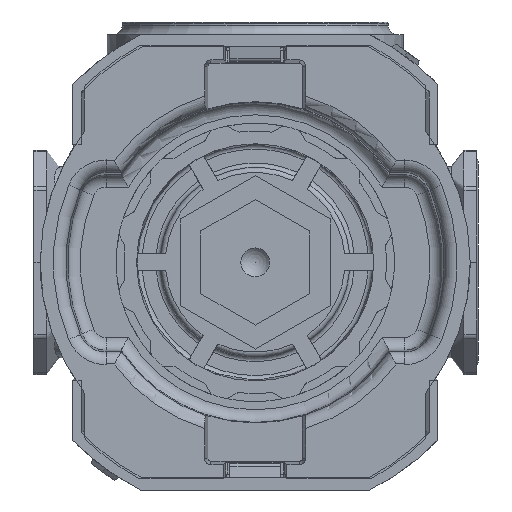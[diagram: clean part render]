
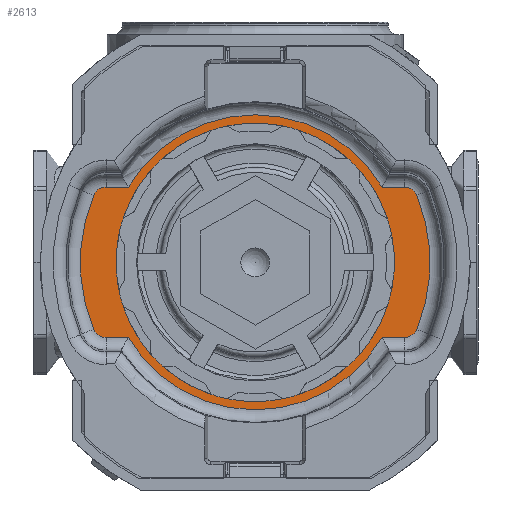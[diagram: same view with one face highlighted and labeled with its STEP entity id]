
A CAD part, front view. The second image highlights one B-rep face of the part: STEP entity #2613.
In plain terms, the highlighted planar face has unit normal (0, -1, 0).
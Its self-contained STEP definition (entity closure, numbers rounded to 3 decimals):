
#2613 = ADVANCED_FACE( '', ( #6868 ), #6869, .T. );
#6868 = FACE_OUTER_BOUND( '', #13024, .T. );
#6869 = PLANE( '', #13025 );
#13024 = EDGE_LOOP( '', ( #21186, #21187, #21188, #21189, #21190, #21191, #21192, #21193, #21194, #21195, #21196, #21197, #21198, #21199, #21200, #21201 ) );
#13025 = AXIS2_PLACEMENT_3D( '', #21202, #21203, #21204 );
#21186 = ORIENTED_EDGE( '', *, *, #37440, .F. );
#21187 = ORIENTED_EDGE( '', *, *, #38036, .T. );
#21188 = ORIENTED_EDGE( '', *, *, #38037, .F. );
#21189 = ORIENTED_EDGE( '', *, *, #38038, .T. );
#21190 = ORIENTED_EDGE( '', *, *, #38039, .T. );
#21191 = ORIENTED_EDGE( '', *, *, #38040, .T. );
#21192 = ORIENTED_EDGE( '', *, *, #38041, .T. );
#21193 = ORIENTED_EDGE( '', *, *, #38042, .F. );
#21194 = ORIENTED_EDGE( '', *, *, #38043, .T. );
#21195 = ORIENTED_EDGE( '', *, *, #38044, .T. );
#21196 = ORIENTED_EDGE( '', *, *, #38045, .T. );
#21197 = ORIENTED_EDGE( '', *, *, #38046, .F. );
#21198 = ORIENTED_EDGE( '', *, *, #38047, .F. );
#21199 = ORIENTED_EDGE( '', *, *, #38048, .F. );
#21200 = ORIENTED_EDGE( '', *, *, #38049, .F. );
#21201 = ORIENTED_EDGE( '', *, *, #38050, .T. );
#21202 = CARTESIAN_POINT( '', ( 0., 12., 0. ) );
#21203 = DIRECTION( '', ( 0., -1., 0. ) );
#21204 = DIRECTION( '', ( 0., 0., -1. ) );
#37440 = EDGE_CURVE( '', #45465, #45467, #45468, .T. );
#38036 = EDGE_CURVE( '', #45465, #46451, #46452, .T. );
#38037 = EDGE_CURVE( '', #46453, #46451, #46454, .T. );
#38038 = EDGE_CURVE( '', #46453, #46455, #46456, .T. );
#38039 = EDGE_CURVE( '', #46455, #46457, #46458, .T. );
#38040 = EDGE_CURVE( '', #46457, #46459, #46460, .T. );
#38041 = EDGE_CURVE( '', #46459, #46461, #46462, .T. );
#38042 = EDGE_CURVE( '', #46463, #46461, #46464, .T. );
#38043 = EDGE_CURVE( '', #46463, #46465, #46466, .T. );
#38044 = EDGE_CURVE( '', #46465, #46467, #46468, .T. );
#38045 = EDGE_CURVE( '', #46467, #46469, #46470, .T. );
#38046 = EDGE_CURVE( '', #46471, #46469, #46472, .T. );
#38047 = EDGE_CURVE( '', #46473, #46471, #46474, .T. );
#38048 = EDGE_CURVE( '', #46475, #46473, #46476, .T. );
#38049 = EDGE_CURVE( '', #46477, #46475, #46478, .T. );
#38050 = EDGE_CURVE( '', #46477, #45467, #46479, .T. );
#45465 = VERTEX_POINT( '', #56751 );
#45467 = VERTEX_POINT( '', #56766 );
#45468 = LINE( '', #56767, #56768 );
#46451 = VERTEX_POINT( '', #58531 );
#46452 = CIRCLE( '', #58532, 23.325 );
#46453 = VERTEX_POINT( '', #58533 );
#46454 = LINE( '', #58534, #58535 );
#46455 = VERTEX_POINT( '', #58536 );
#46456 = LINE( '', #58537, #58538 );
#46457 = VERTEX_POINT( '', #58539 );
#46458 = CIRCLE( '', #58540, 2.15 );
#46459 = VERTEX_POINT( '', #58541 );
#46460 = CIRCLE( '', #58542, 27.65 );
#46461 = VERTEX_POINT( '', #58543 );
#46462 = CIRCLE( '', #58544, 2.15 );
#46463 = VERTEX_POINT( '', #58545 );
#46464 = LINE( '', #58546, #58547 );
#46465 = VERTEX_POINT( '', #58548 );
#46466 = LINE( '', #58549, #58550 );
#46467 = VERTEX_POINT( '', #58551 );
#46468 = CIRCLE( '', #58552, 23.325 );
#46469 = VERTEX_POINT( '', #58553 );
#46470 = LINE( '', #58554, #58555 );
#46471 = VERTEX_POINT( '', #58556 );
#46472 = LINE( '', #58557, #58558 );
#46473 = VERTEX_POINT( '', #58559 );
#46474 = CIRCLE( '', #58560, 2.15 );
#46475 = VERTEX_POINT( '', #58561 );
#46476 = CIRCLE( '', #58562, 27.65 );
#46477 = VERTEX_POINT( '', #58563 );
#46478 = CIRCLE( '', #58564, 2.15 );
#46479 = LINE( '', #58565, #58566 );
#56751 = CARTESIAN_POINT( '', ( -20.067, 12., -11.89 ) );
#56766 = CARTESIAN_POINT( '', ( -23.559, 12., -11.89 ) );
#56767 = CARTESIAN_POINT( '', ( 23.559, 12., -11.89 ) );
#56768 = VECTOR( '', #71698, 1000. );
#58531 = CARTESIAN_POINT( '', ( 20.067, 12., -11.89 ) );
#58532 = AXIS2_PLACEMENT_3D( '', #72460, #72461, #72462 );
#58533 = CARTESIAN_POINT( '', ( 23.559, 12., -11.89 ) );
#58534 = CARTESIAN_POINT( '', ( 23.559, 12., -11.89 ) );
#58535 = VECTOR( '', #72463, 1000. );
#58536 = CARTESIAN_POINT( '', ( 23.559, 12., -11.908 ) );
#58537 = CARTESIAN_POINT( '', ( 23.559, 12., -9.758 ) );
#58538 = VECTOR( '', #72464, 1000. );
#58539 = CARTESIAN_POINT( '', ( 25.545, 12., -10.581 ) );
#58540 = AXIS2_PLACEMENT_3D( '', #72465, #72466, #72467 );
#58541 = CARTESIAN_POINT( '', ( 25.545, 12., 10.581 ) );
#58542 = AXIS2_PLACEMENT_3D( '', #72468, #72469, #72470 );
#58543 = CARTESIAN_POINT( '', ( 23.559, 12., 11.908 ) );
#58544 = AXIS2_PLACEMENT_3D( '', #72471, #72472, #72473 );
#58545 = CARTESIAN_POINT( '', ( 23.559, 12., 11.89 ) );
#58546 = CARTESIAN_POINT( '', ( 23.559, 12., 9.758 ) );
#58547 = VECTOR( '', #72474, 1000. );
#58548 = CARTESIAN_POINT( '', ( 20.067, 12., 11.89 ) );
#58549 = CARTESIAN_POINT( '', ( 23.559, 12., 11.89 ) );
#58550 = VECTOR( '', #72475, 1000. );
#58551 = CARTESIAN_POINT( '', ( -20.067, 12., 11.89 ) );
#58552 = AXIS2_PLACEMENT_3D( '', #72476, #72477, #72478 );
#58553 = CARTESIAN_POINT( '', ( -23.559, 12., 11.89 ) );
#58554 = CARTESIAN_POINT( '', ( 23.559, 12., 11.89 ) );
#58555 = VECTOR( '', #72479, 1000. );
#58556 = CARTESIAN_POINT( '', ( -23.559, 12., 11.908 ) );
#58557 = CARTESIAN_POINT( '', ( -23.559, 12., 11.908 ) );
#58558 = VECTOR( '', #72480, 1000. );
#58559 = CARTESIAN_POINT( '', ( -25.545, 12., 10.581 ) );
#58560 = AXIS2_PLACEMENT_3D( '', #72481, #72482, #72483 );
#58561 = CARTESIAN_POINT( '', ( -25.545, 12., -10.581 ) );
#58562 = AXIS2_PLACEMENT_3D( '', #72484, #72485, #72486 );
#58563 = CARTESIAN_POINT( '', ( -23.559, 12., -11.908 ) );
#58564 = AXIS2_PLACEMENT_3D( '', #72487, #72488, #72489 );
#58565 = CARTESIAN_POINT( '', ( -23.559, 12., -11.908 ) );
#58566 = VECTOR( '', #72490, 1000. );
#71698 = DIRECTION( '', ( -1., 0., 0. ) );
#72460 = CARTESIAN_POINT( '', ( 0., 12., 0. ) );
#72461 = DIRECTION( '', ( 0., -1., 0. ) );
#72462 = DIRECTION( '', ( 0., 0., -1. ) );
#72463 = DIRECTION( '', ( -1., 0., 0. ) );
#72464 = DIRECTION( '', ( 0., 0., -1. ) );
#72465 = CARTESIAN_POINT( '', ( 23.559, 12., -9.758 ) );
#72466 = DIRECTION( '', ( 0., -1., 0. ) );
#72467 = DIRECTION( '', ( 0., 0., -1. ) );
#72468 = CARTESIAN_POINT( '', ( 0., 12., 0. ) );
#72469 = DIRECTION( '', ( 0., -1., 0. ) );
#72470 = DIRECTION( '', ( 0., 0., -1. ) );
#72471 = CARTESIAN_POINT( '', ( 23.559, 12., 9.758 ) );
#72472 = DIRECTION( '', ( 0., -1., 0. ) );
#72473 = DIRECTION( '', ( 0., 0., -1. ) );
#72474 = DIRECTION( '', ( 0., 0., 1. ) );
#72475 = DIRECTION( '', ( -1., 0., 0. ) );
#72476 = CARTESIAN_POINT( '', ( 0., 12., 0. ) );
#72477 = DIRECTION( '', ( 0., -1., 0. ) );
#72478 = DIRECTION( '', ( 0., 0., -1. ) );
#72479 = DIRECTION( '', ( -1., 0., 0. ) );
#72480 = DIRECTION( '', ( 0., 0., -1. ) );
#72481 = CARTESIAN_POINT( '', ( -23.559, 12., 9.758 ) );
#72482 = DIRECTION( '', ( 0., 1., 0. ) );
#72483 = DIRECTION( '', ( 0., 0., 1. ) );
#72484 = CARTESIAN_POINT( '', ( 0., 12., 0. ) );
#72485 = DIRECTION( '', ( 0., 1., 0. ) );
#72486 = DIRECTION( '', ( 0., 0., 1. ) );
#72487 = CARTESIAN_POINT( '', ( -23.559, 12., -9.758 ) );
#72488 = DIRECTION( '', ( 0., 1., 0. ) );
#72489 = DIRECTION( '', ( 0., 0., 1. ) );
#72490 = DIRECTION( '', ( 0., 0., 1. ) );
